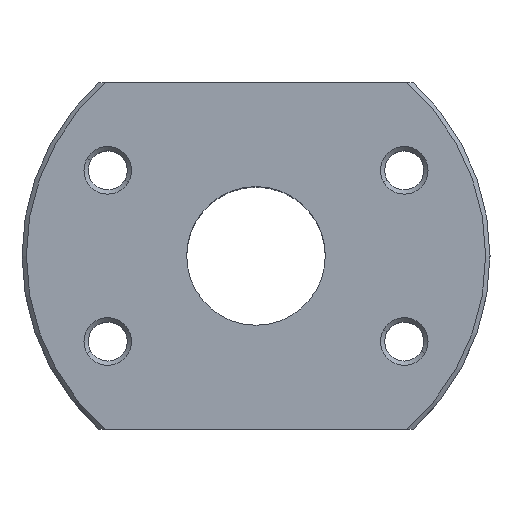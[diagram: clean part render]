
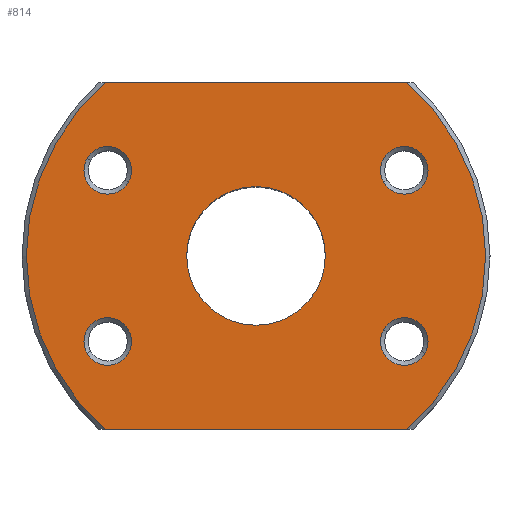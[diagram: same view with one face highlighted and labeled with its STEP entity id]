
A CAD part, top view. The second image highlights one B-rep face of the part: STEP entity #814.
In plain terms, the highlighted planar face has unit normal (0, 0, 1).
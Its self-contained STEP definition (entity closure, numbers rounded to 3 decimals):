
#151=AXIS2_PLACEMENT_3D('Circle Axis2P3D',#149,#150,$) ;
#175=AXIS2_PLACEMENT_3D('Circle Axis2P3D',#173,#174,$) ;
#304=AXIS2_PLACEMENT_3D('Circle Axis2P3D',#302,#303,$) ;
#328=AXIS2_PLACEMENT_3D('Circle Axis2P3D',#326,#327,$) ;
#457=AXIS2_PLACEMENT_3D('Circle Axis2P3D',#455,#456,$) ;
#481=AXIS2_PLACEMENT_3D('Circle Axis2P3D',#479,#480,$) ;
#610=AXIS2_PLACEMENT_3D('Circle Axis2P3D',#608,#609,$) ;
#634=AXIS2_PLACEMENT_3D('Circle Axis2P3D',#632,#633,$) ;
#651=AXIS2_PLACEMENT_3D('Circle Axis2P3D',#649,#650,$) ;
#753=AXIS2_PLACEMENT_3D('Plane Axis2P3D',#750,#751,#752) ;
#771=AXIS2_PLACEMENT_3D('Circle Axis2P3D',#769,#770,$) ;
#798=AXIS2_PLACEMENT_3D('Circle Axis2P3D',#796,#797,$) ;
#807=AXIS2_PLACEMENT_3D('Circle Axis2P3D',#805,#806,$) ;
#146=CARTESIAN_POINT('Vertex',(-19.486,11.25,45.)) ;
#149=CARTESIAN_POINT('Axis2P3D Location',(-17.104,9.875,45.)) ;
#153=CARTESIAN_POINT('Vertex',(-14.722,8.5,45.)) ;
#173=CARTESIAN_POINT('Axis2P3D Location',(-17.104,9.875,45.)) ;
#299=CARTESIAN_POINT('Vertex',(19.486,11.25,45.)) ;
#302=CARTESIAN_POINT('Axis2P3D Location',(17.104,9.875,45.)) ;
#306=CARTESIAN_POINT('Vertex',(14.722,8.5,45.)) ;
#326=CARTESIAN_POINT('Axis2P3D Location',(17.104,9.875,45.)) ;
#452=CARTESIAN_POINT('Vertex',(19.486,-11.25,45.)) ;
#455=CARTESIAN_POINT('Axis2P3D Location',(17.104,-9.875,45.)) ;
#459=CARTESIAN_POINT('Vertex',(14.722,-8.5,45.)) ;
#479=CARTESIAN_POINT('Axis2P3D Location',(17.104,-9.875,45.)) ;
#605=CARTESIAN_POINT('Vertex',(-19.486,-11.25,45.)) ;
#608=CARTESIAN_POINT('Axis2P3D Location',(-17.104,-9.875,45.)) ;
#612=CARTESIAN_POINT('Vertex',(-14.722,-8.5,45.)) ;
#632=CARTESIAN_POINT('Axis2P3D Location',(-17.104,-9.875,45.)) ;
#649=CARTESIAN_POINT('Axis2P3D Location',(0.,0.,45.)) ;
#653=CARTESIAN_POINT('Vertex',(17.385,-20.,45.)) ;
#655=CARTESIAN_POINT('Vertex',(17.385,20.,45.)) ;
#750=CARTESIAN_POINT('Axis2P3D Location',(0.,0.,45.)) ;
#755=CARTESIAN_POINT('Line Origine',(0.,-20.,45.)) ;
#759=CARTESIAN_POINT('Vertex',(-17.385,-20.,45.)) ;
#762=CARTESIAN_POINT('Line Origine',(0.,20.,45.)) ;
#766=CARTESIAN_POINT('Vertex',(-17.385,20.,45.)) ;
#769=CARTESIAN_POINT('Axis2P3D Location',(0.,0.,45.)) ;
#796=CARTESIAN_POINT('Axis2P3D Location',(0.,0.,45.)) ;
#800=CARTESIAN_POINT('Vertex',(-8.,0.,45.)) ;
#802=CARTESIAN_POINT('Vertex',(8.,0.,45.)) ;
#805=CARTESIAN_POINT('Axis2P3D Location',(0.,0.,45.)) ;
#150=DIRECTION('Axis2P3D Direction',(0.,0.,1.)) ;
#174=DIRECTION('Axis2P3D Direction',(0.,0.,1.)) ;
#303=DIRECTION('Axis2P3D Direction',(0.,0.,1.)) ;
#327=DIRECTION('Axis2P3D Direction',(0.,0.,1.)) ;
#456=DIRECTION('Axis2P3D Direction',(0.,0.,1.)) ;
#480=DIRECTION('Axis2P3D Direction',(0.,0.,1.)) ;
#609=DIRECTION('Axis2P3D Direction',(0.,0.,1.)) ;
#633=DIRECTION('Axis2P3D Direction',(0.,0.,1.)) ;
#650=DIRECTION('Axis2P3D Direction',(0.,0.,1.)) ;
#751=DIRECTION('Axis2P3D Direction',(0.,0.,1.)) ;
#752=DIRECTION('Axis2P3D XDirection',(1.,0.,0.)) ;
#756=DIRECTION('Vector Direction',(1.,0.,0.)) ;
#763=DIRECTION('Vector Direction',(1.,0.,0.)) ;
#770=DIRECTION('Axis2P3D Direction',(0.,0.,1.)) ;
#797=DIRECTION('Axis2P3D Direction',(0.,0.,1.)) ;
#806=DIRECTION('Axis2P3D Direction',(0.,0.,1.)) ;
#757=VECTOR('Line Direction',#756,1.) ;
#764=VECTOR('Line Direction',#763,1.) ;
#775=ORIENTED_EDGE('',*,*,#761,.T.) ;
#776=ORIENTED_EDGE('',*,*,#657,.T.) ;
#777=ORIENTED_EDGE('',*,*,#768,.T.) ;
#778=ORIENTED_EDGE('',*,*,#773,.T.) ;
#781=ORIENTED_EDGE('',*,*,#636,.F.) ;
#782=ORIENTED_EDGE('',*,*,#614,.F.) ;
#785=ORIENTED_EDGE('',*,*,#483,.F.) ;
#786=ORIENTED_EDGE('',*,*,#461,.F.) ;
#789=ORIENTED_EDGE('',*,*,#330,.F.) ;
#790=ORIENTED_EDGE('',*,*,#308,.F.) ;
#793=ORIENTED_EDGE('',*,*,#177,.F.) ;
#794=ORIENTED_EDGE('',*,*,#155,.F.) ;
#811=ORIENTED_EDGE('',*,*,#804,.F.) ;
#812=ORIENTED_EDGE('',*,*,#809,.F.) ;
#783=FACE_BOUND('',#780,.T.) ;
#787=FACE_BOUND('',#784,.T.) ;
#791=FACE_BOUND('',#788,.T.) ;
#795=FACE_BOUND('',#792,.T.) ;
#813=FACE_BOUND('',#810,.T.) ;
#814=ADVANCED_FACE('',(#779,#783,#787,#791,#795,#813),#754,.T.) ;
#152=CIRCLE('generated circle',#151,2.75) ;
#176=CIRCLE('generated circle',#175,2.75) ;
#305=CIRCLE('generated circle',#304,2.75) ;
#329=CIRCLE('generated circle',#328,2.75) ;
#458=CIRCLE('generated circle',#457,2.75) ;
#482=CIRCLE('generated circle',#481,2.75) ;
#611=CIRCLE('generated circle',#610,2.75) ;
#635=CIRCLE('generated circle',#634,2.75) ;
#652=CIRCLE('generated circle',#651,26.5) ;
#772=CIRCLE('generated circle',#771,26.5) ;
#799=CIRCLE('generated circle',#798,8.) ;
#808=CIRCLE('generated circle',#807,8.) ;
#155=EDGE_CURVE('',#147,#154,#152,.T.) ;
#177=EDGE_CURVE('',#154,#147,#176,.T.) ;
#308=EDGE_CURVE('',#300,#307,#305,.T.) ;
#330=EDGE_CURVE('',#307,#300,#329,.T.) ;
#461=EDGE_CURVE('',#453,#460,#458,.T.) ;
#483=EDGE_CURVE('',#460,#453,#482,.T.) ;
#614=EDGE_CURVE('',#606,#613,#611,.T.) ;
#636=EDGE_CURVE('',#613,#606,#635,.T.) ;
#657=EDGE_CURVE('',#654,#656,#652,.T.) ;
#761=EDGE_CURVE('',#760,#654,#758,.T.) ;
#768=EDGE_CURVE('',#656,#767,#765,.F.) ;
#773=EDGE_CURVE('',#767,#760,#772,.T.) ;
#804=EDGE_CURVE('',#801,#803,#799,.T.) ;
#809=EDGE_CURVE('',#803,#801,#808,.T.) ;
#774=EDGE_LOOP('',(#775,#776,#777,#778)) ;
#780=EDGE_LOOP('',(#781,#782)) ;
#784=EDGE_LOOP('',(#785,#786)) ;
#788=EDGE_LOOP('',(#789,#790)) ;
#792=EDGE_LOOP('',(#793,#794)) ;
#810=EDGE_LOOP('',(#811,#812)) ;
#779=FACE_OUTER_BOUND('',#774,.T.) ;
#758=LINE('Line',#755,#757) ;
#765=LINE('Line',#762,#764) ;
#754=PLANE('Plane',#753) ;
#147=VERTEX_POINT('',#146) ;
#154=VERTEX_POINT('',#153) ;
#300=VERTEX_POINT('',#299) ;
#307=VERTEX_POINT('',#306) ;
#453=VERTEX_POINT('',#452) ;
#460=VERTEX_POINT('',#459) ;
#606=VERTEX_POINT('',#605) ;
#613=VERTEX_POINT('',#612) ;
#654=VERTEX_POINT('',#653) ;
#656=VERTEX_POINT('',#655) ;
#760=VERTEX_POINT('',#759) ;
#767=VERTEX_POINT('',#766) ;
#801=VERTEX_POINT('',#800) ;
#803=VERTEX_POINT('',#802) ;
